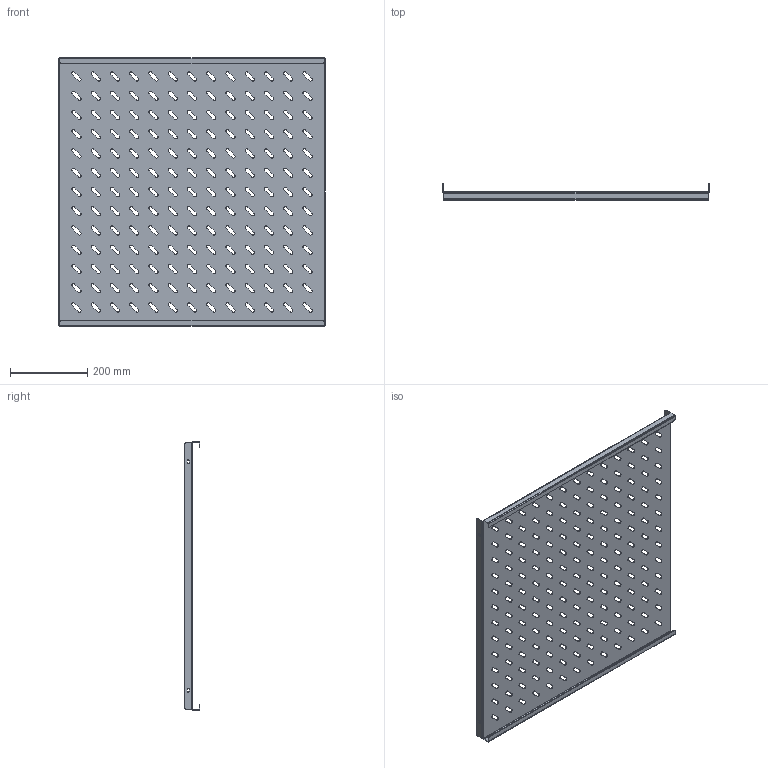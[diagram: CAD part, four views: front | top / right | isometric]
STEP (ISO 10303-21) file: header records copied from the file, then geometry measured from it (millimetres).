
FILE_DESCRIPTION (( 'STEP AP214' ), '1' );
FILE_NAME ('945.289.STEP', '2024-09-23T06:25:27', ( '' ), ( '' ), 'SwSTEP 2.0', 'SolidWorks 2021', '' );
FILE_SCHEMA (( 'AUTOMOTIVE_DESIGN' ));
Length unit declared in the file: millimetre
Products named in the file (1): 945.289
Bounding box: 692 x 41 x 697 mm (x, y, z)
Volume: 764732.4 mm3; surface area: 1042154.1 mm2
Topology: 1 solids, 1 shells, 913 faces, 2705 edges, 1794 vertices
Faces by surface type: cylinder 535, plane 378
Entity records: 31631 total; most frequent: DIRECTION 5603, CARTESIAN_POINT 5413, ORIENTED_EDGE 5410, EDGE_CURVE 2705, AXIS2_PLACEMENT_3D 1984, VERTEX_POINT 1794, LINE 1635, VECTOR 1635
